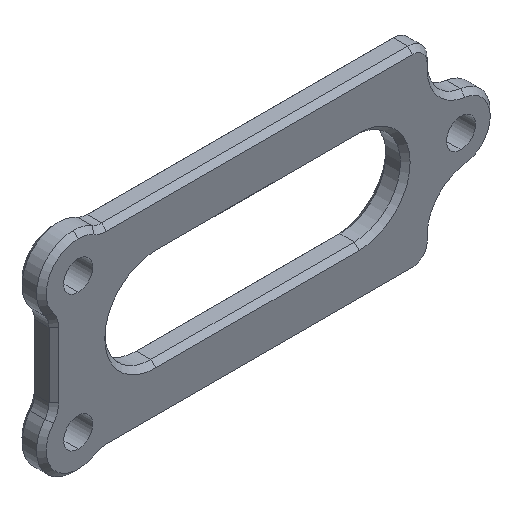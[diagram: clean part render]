
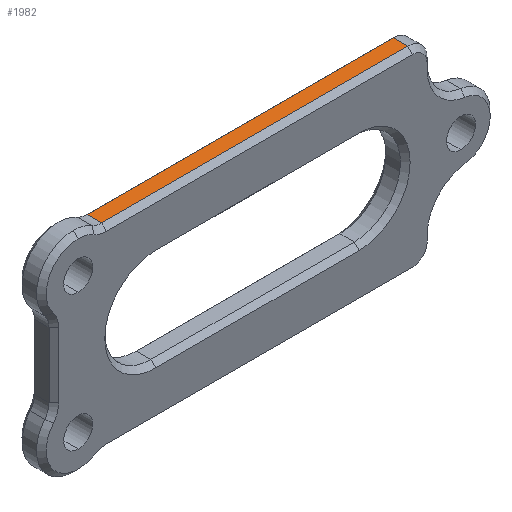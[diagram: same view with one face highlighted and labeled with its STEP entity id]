
A CAD part, isometric view. The second image highlights one B-rep face of the part: STEP entity #1982.
In plain terms, the highlighted planar face has unit normal (0, 0, 1).
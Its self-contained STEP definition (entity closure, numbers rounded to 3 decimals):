
#38 = CARTESIAN_POINT ( 'NONE',  ( -4.58, 0., 10. ) ) ;
#124 = FACE_OUTER_BOUND ( 'NONE', #438, .T. ) ;
#149 = DIRECTION ( 'NONE',  ( 0., 0., -1. ) ) ;
#158 = CARTESIAN_POINT ( 'NONE',  ( -4.58, 2., 10. ) ) ;
#173 = VECTOR ( 'NONE', #1937, 1000. ) ;
#292 = CARTESIAN_POINT ( 'NONE',  ( 27., 2., 10. ) ) ;
#398 = DIRECTION ( 'NONE',  ( 1., 0., 0. ) ) ;
#427 = LINE ( 'NONE', #1069, #608 ) ;
#438 = EDGE_LOOP ( 'NONE', ( #1519, #1298, #1531, #1196 ) ) ;
#444 = CARTESIAN_POINT ( 'NONE',  ( -4.58, 2., 10. ) ) ;
#516 = EDGE_CURVE ( 'NONE', #1810, #1019, #427, .T. ) ;
#554 = DIRECTION ( 'NONE',  ( 0., 1., 0. ) ) ;
#608 = VECTOR ( 'NONE', #554, 1000. ) ;
#620 = PLANE ( 'NONE',  #679 ) ;
#628 = DIRECTION ( 'NONE',  ( -1., 0., 0. ) ) ;
#656 = CARTESIAN_POINT ( 'NONE',  ( -4.58, 0.5, 10. ) ) ;
#679 = AXIS2_PLACEMENT_3D ( 'NONE', #766, #149, #628 ) ;
#696 = EDGE_CURVE ( 'NONE', #1019, #1014, #1082, .T. ) ;
#748 = VECTOR ( 'NONE', #798, 1000. ) ;
#766 = CARTESIAN_POINT ( 'NONE',  ( -8., 2.5, 10. ) ) ;
#798 = DIRECTION ( 'NONE',  ( -1., 0., 0. ) ) ;
#1014 = VERTEX_POINT ( 'NONE', #444 ) ;
#1019 = VERTEX_POINT ( 'NONE', #292 ) ;
#1021 = LINE ( 'NONE', #1352, #1455 ) ;
#1069 = CARTESIAN_POINT ( 'NONE',  ( 27., 2.5, 10. ) ) ;
#1082 = LINE ( 'NONE', #158, #748 ) ;
#1177 = VERTEX_POINT ( 'NONE', #656 ) ;
#1196 = ORIENTED_EDGE ( 'NONE', *, *, #696, .T. ) ;
#1267 = EDGE_CURVE ( 'NONE', #1014, #1177, #1787, .T. ) ;
#1298 = ORIENTED_EDGE ( 'NONE', *, *, #1700, .T. ) ;
#1352 = CARTESIAN_POINT ( 'NONE',  ( -8., 0.5, 10. ) ) ;
#1455 = VECTOR ( 'NONE', #398, 1000. ) ;
#1519 = ORIENTED_EDGE ( 'NONE', *, *, #1267, .T. ) ;
#1531 = ORIENTED_EDGE ( 'NONE', *, *, #516, .T. ) ;
#1700 = EDGE_CURVE ( 'NONE', #1177, #1810, #1021, .T. ) ;
#1787 = LINE ( 'NONE', #38, #173 ) ;
#1810 = VERTEX_POINT ( 'NONE', #1878 ) ;
#1878 = CARTESIAN_POINT ( 'NONE',  ( 27., 0.5, 10. ) ) ;
#1937 = DIRECTION ( 'NONE',  ( 0., -1., 0. ) ) ;
#1982 = ADVANCED_FACE ( 'NONE', ( #124 ), #620, .F. ) ;
